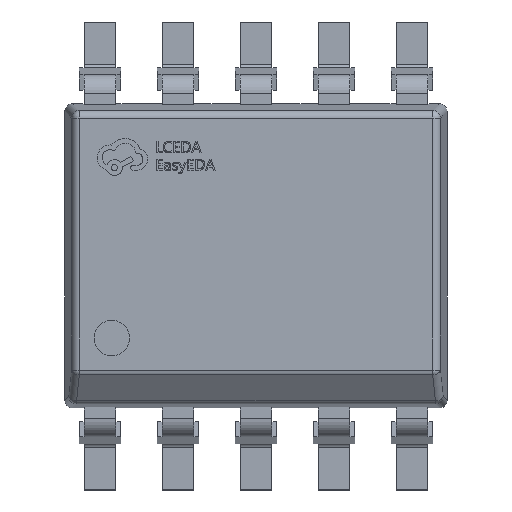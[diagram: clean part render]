
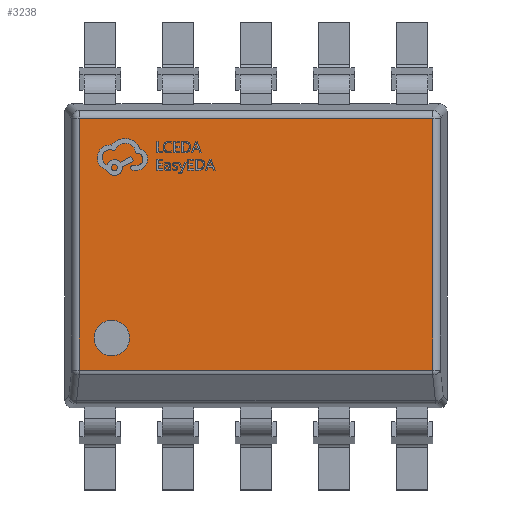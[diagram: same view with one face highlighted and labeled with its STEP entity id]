
A CAD part, top view. The second image highlights one B-rep face of the part: STEP entity #3238.
In plain terms, the highlighted planar face has unit normal (0, 0, 1).
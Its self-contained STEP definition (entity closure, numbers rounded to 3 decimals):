
#416 = EDGE_CURVE ( 'NONE', #19194, #17587, #3691, .T. ) ;
#445 = AXIS2_PLACEMENT_3D ( 'NONE', #13822, #24143, #14208 ) ;
#1069 = DIRECTION ( 'NONE',  ( 0., 0., 1. ) ) ;
#1297 = EDGE_LOOP ( 'NONE', ( #10097, #10816, #10986, #10606 ) ) ;
#1313 = LINE ( 'NONE', #3389, #14920 ) ;
#1360 = AXIS2_PLACEMENT_3D ( 'NONE', #2752, #1069, #22781 ) ;
#2342 = CIRCLE ( 'NONE', #23654, 0.227 ) ;
#2376 = DIRECTION ( 'NONE',  ( 0., -1., 0. ) ) ;
#2507 = LINE ( 'NONE', #13881, #22205 ) ;
#2752 = CARTESIAN_POINT ( 'NONE',  ( 0., 0., 0.7 ) ) ;
#3238 = ADVANCED_FACE ( 'NONE', ( #8882, #18838 ), #10963, .T. ) ;
#3389 = CARTESIAN_POINT ( 'NONE',  ( 2.265, 1.852, 0.7 ) ) ;
#3691 = LINE ( 'NONE', #25508, #19733 ) ;
#3839 = VERTEX_POINT ( 'NONE', #21175 ) ;
#4216 = EDGE_CURVE ( 'NONE', #3839, #19194, #2507, .T. ) ;
#4422 = CARTESIAN_POINT ( 'NONE',  ( -1.849, -1.054, 0.7 ) ) ;
#4923 = CARTESIAN_POINT ( 'NONE',  ( 2.265, -1.466, 0.7 ) ) ;
#6358 = CARTESIAN_POINT ( 'NONE',  ( -2.352, 1.765, 0.7 ) ) ;
#6370 = DIRECTION ( 'NONE',  ( 0., 0., 1. ) ) ;
#6918 = EDGE_CURVE ( 'NONE', #17587, #21195, #1313, .T. ) ;
#8337 = DIRECTION ( 'NONE',  ( 1., 0., 0. ) ) ;
#8882 = FACE_OUTER_BOUND ( 'NONE', #1297, .T. ) ;
#9991 = LINE ( 'NONE', #6358, #13784 ) ;
#10097 = ORIENTED_EDGE ( 'NONE', *, *, #24483, .T. ) ;
#10516 = CARTESIAN_POINT ( 'NONE',  ( -2.076, -1.054, 0.7 ) ) ;
#10574 = VERTEX_POINT ( 'NONE', #10516 ) ;
#10606 = ORIENTED_EDGE ( 'NONE', *, *, #6918, .T. ) ;
#10816 = ORIENTED_EDGE ( 'NONE', *, *, #4216, .T. ) ;
#10963 = PLANE ( 'NONE',  #1360 ) ;
#10986 = ORIENTED_EDGE ( 'NONE', *, *, #416, .T. ) ;
#12048 = ORIENTED_EDGE ( 'NONE', *, *, #22938, .F. ) ;
#12344 = DIRECTION ( 'NONE',  ( -1., 0., 0. ) ) ;
#13132 = CARTESIAN_POINT ( 'NONE',  ( 2.265, 1.765, 0.7 ) ) ;
#13784 = VECTOR ( 'NONE', #12344, 1000. ) ;
#13822 = CARTESIAN_POINT ( 'NONE',  ( -1.849, -1.054, 0.7 ) ) ;
#13881 = CARTESIAN_POINT ( 'NONE',  ( -2.265, -1.499, 0.7 ) ) ;
#14142 = CARTESIAN_POINT ( 'NONE',  ( -1.622, -1.054, 0.7 ) ) ;
#14191 = VERTEX_POINT ( 'NONE', #14142 ) ;
#14208 = DIRECTION ( 'NONE',  ( 1., 0., 0. ) ) ;
#14920 = VECTOR ( 'NONE', #21216, 1000. ) ;
#15058 = DIRECTION ( 'NONE',  ( 1., 0., 0. ) ) ;
#17587 = VERTEX_POINT ( 'NONE', #4923 ) ;
#18838 = FACE_BOUND ( 'NONE', #24569, .T. ) ;
#19194 = VERTEX_POINT ( 'NONE', #23303 ) ;
#19733 = VECTOR ( 'NONE', #15058, 1000. ) ;
#21046 = EDGE_CURVE ( 'NONE', #14191, #10574, #2342, .T. ) ;
#21175 = CARTESIAN_POINT ( 'NONE',  ( -2.265, 1.765, 0.7 ) ) ;
#21195 = VERTEX_POINT ( 'NONE', #13132 ) ;
#21216 = DIRECTION ( 'NONE',  ( 0., 1., 0. ) ) ;
#22205 = VECTOR ( 'NONE', #2376, 1000. ) ;
#22554 = CIRCLE ( 'NONE', #445, 0.227 ) ;
#22781 = DIRECTION ( 'NONE',  ( 1., 0., 0. ) ) ;
#22938 = EDGE_CURVE ( 'NONE', #10574, #14191, #22554, .T. ) ;
#23303 = CARTESIAN_POINT ( 'NONE',  ( -2.265, -1.466, 0.7 ) ) ;
#23654 = AXIS2_PLACEMENT_3D ( 'NONE', #4422, #6370, #8337 ) ;
#24143 = DIRECTION ( 'NONE',  ( 0., 0., 1. ) ) ;
#24483 = EDGE_CURVE ( 'NONE', #21195, #3839, #9991, .T. ) ;
#24569 = EDGE_LOOP ( 'NONE', ( #25273, #12048 ) ) ;
#25273 = ORIENTED_EDGE ( 'NONE', *, *, #21046, .F. ) ;
#25508 = CARTESIAN_POINT ( 'NONE',  ( 0., -1.466, 0.7 ) ) ;
